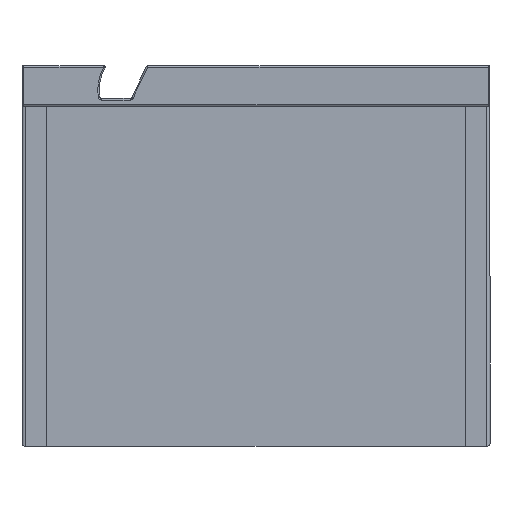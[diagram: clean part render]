
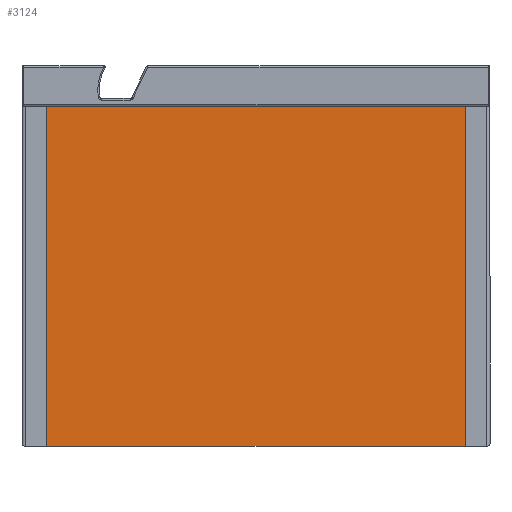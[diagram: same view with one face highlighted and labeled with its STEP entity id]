
A CAD part, front view. The second image highlights one B-rep face of the part: STEP entity #3124.
In plain terms, the highlighted planar face has unit normal (0, -1, 0).
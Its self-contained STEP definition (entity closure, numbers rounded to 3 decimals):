
#336 = PLANE ( 'NONE',  #6269 ) ;
#468 = EDGE_LOOP ( 'NONE', ( #5838, #3500, #5817, #1566 ) ) ;
#1017 = CARTESIAN_POINT ( 'NONE',  ( 134., 0., 109. ) ) ;
#1240 = VECTOR ( 'NONE', #4808, 1000. ) ;
#1294 = DIRECTION ( 'NONE',  ( 0., -1., 0. ) ) ;
#1399 = LINE ( 'NONE', #1017, #5337 ) ;
#1520 = EDGE_CURVE ( 'NONE', #4862, #2718, #2775, .T. ) ;
#1566 = ORIENTED_EDGE ( 'NONE', *, *, #1520, .F. ) ;
#1605 = CARTESIAN_POINT ( 'NONE',  ( -134., 0., -109. ) ) ;
#1650 = VERTEX_POINT ( 'NONE', #2923 ) ;
#1757 = CARTESIAN_POINT ( 'NONE',  ( 134., 0., -109. ) ) ;
#1860 = DIRECTION ( 'NONE',  ( 0., 0., -1. ) ) ;
#2075 = VERTEX_POINT ( 'NONE', #5994 ) ;
#2245 = FACE_OUTER_BOUND ( 'NONE', #468, .T. ) ;
#2270 = DIRECTION ( 'NONE',  ( 0., 0., 1. ) ) ;
#2336 = DIRECTION ( 'NONE',  ( 0., 0., -1. ) ) ;
#2345 = EDGE_CURVE ( 'NONE', #1650, #4862, #1399, .T. ) ;
#2718 = VERTEX_POINT ( 'NONE', #1605 ) ;
#2775 = LINE ( 'NONE', #3170, #2835 ) ;
#2835 = VECTOR ( 'NONE', #5667, 1000. ) ;
#2923 = CARTESIAN_POINT ( 'NONE',  ( 134., 0., 109. ) ) ;
#2950 = CARTESIAN_POINT ( 'NONE',  ( -134., 0., 109. ) ) ;
#3124 = ADVANCED_FACE ( 'NONE', ( #2245 ), #336, .T. ) ;
#3170 = CARTESIAN_POINT ( 'NONE',  ( -134., 0., -109. ) ) ;
#3187 = LINE ( 'NONE', #4777, #5190 ) ;
#3406 = LINE ( 'NONE', #2950, #1240 ) ;
#3500 = ORIENTED_EDGE ( 'NONE', *, *, #4928, .F. ) ;
#4777 = CARTESIAN_POINT ( 'NONE',  ( -134., 0., 109. ) ) ;
#4808 = DIRECTION ( 'NONE',  ( 1., 0., 0. ) ) ;
#4851 = EDGE_CURVE ( 'NONE', #2718, #2075, #3187, .T. ) ;
#4862 = VERTEX_POINT ( 'NONE', #1757 ) ;
#4928 = EDGE_CURVE ( 'NONE', #2075, #1650, #3406, .T. ) ;
#5190 = VECTOR ( 'NONE', #2270, 1000. ) ;
#5337 = VECTOR ( 'NONE', #1860, 1000. ) ;
#5667 = DIRECTION ( 'NONE',  ( -1., 0., 0. ) ) ;
#5817 = ORIENTED_EDGE ( 'NONE', *, *, #4851, .F. ) ;
#5838 = ORIENTED_EDGE ( 'NONE', *, *, #2345, .F. ) ;
#5994 = CARTESIAN_POINT ( 'NONE',  ( -134., 0., 109. ) ) ;
#6168 = CARTESIAN_POINT ( 'NONE',  ( 0., 0., 0. ) ) ;
#6269 = AXIS2_PLACEMENT_3D ( 'NONE', #6168, #1294, #2336 ) ;
